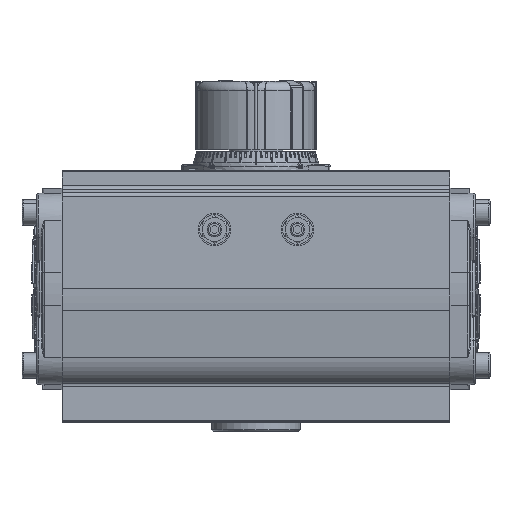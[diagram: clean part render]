
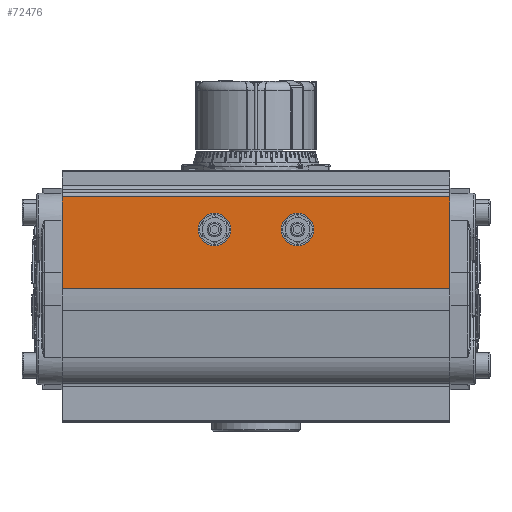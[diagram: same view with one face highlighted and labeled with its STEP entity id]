
A CAD part, top view. The second image highlights one B-rep face of the part: STEP entity #72476.
In plain terms, the highlighted face is planar.
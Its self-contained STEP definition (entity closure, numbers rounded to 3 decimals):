
#7061 = DIRECTION ( 'NONE',  ( 0., 0., -1. ) ) ;
#7062 = DIRECTION ( 'NONE',  ( 1., 0., 0. ) ) ;
#7064 = CARTESIAN_POINT ( 'NONE',  ( -10.876, 13.677, 7.5 ) ) ;
#7065 = AXIS2_PLACEMENT_3D ( 'NONE', #7064, #7062, #7061 ) ;
#7071 = CARTESIAN_POINT ( 'NONE',  ( -10.876, -65.773, 18.5 ) ) ;
#7072 = CIRCLE ( 'NONE', #7065, 5.5 ) ;
#7079 = CARTESIAN_POINT ( 'NONE',  ( -10.876, 65.127, 18.5 ) ) ;
#7104 = CARTESIAN_POINT ( 'NONE',  ( -10.876, -14.323, 7.5 ) ) ;
#7112 = CIRCLE ( 'NONE', #7154, 5.5 ) ;
#7152 = DIRECTION ( 'NONE',  ( 0., 0., -1. ) ) ;
#7153 = DIRECTION ( 'NONE',  ( 1., 0., 0. ) ) ;
#7154 = AXIS2_PLACEMENT_3D ( 'NONE', #7104, #7153, #7152 ) ;
#7156 = CARTESIAN_POINT ( 'NONE',  ( -10.876, -0.323, 18.5 ) ) ;
#7157 = LINE ( 'NONE', #7156, #7214 ) ;
#7194 = DIRECTION ( 'NONE',  ( 0., 0., -1. ) ) ;
#7195 = DIRECTION ( 'NONE',  ( 1., 0., 0. ) ) ;
#7200 = CARTESIAN_POINT ( 'NONE',  ( -10.876, 13.677, 7.5 ) ) ;
#7205 = CIRCLE ( 'NONE', #7212, 5.5 ) ;
#7212 = AXIS2_PLACEMENT_3D ( 'NONE', #7200, #7195, #7194 ) ;
#7213 = DIRECTION ( 'NONE',  ( 0., 1., 0. ) ) ;
#7214 = VECTOR ( 'NONE', #7213, 1000. ) ;
#7442 = CARTESIAN_POINT ( 'NONE',  ( -10.876, 8.177, 7.5 ) ) ;
#7524 = CARTESIAN_POINT ( 'NONE',  ( -10.876, -14.323, 7.5 ) ) ;
#7530 = AXIS2_PLACEMENT_3D ( 'NONE', #7524, #7565, #7564 ) ;
#7531 = CIRCLE ( 'NONE', #7530, 5.5 ) ;
#7563 = CARTESIAN_POINT ( 'NONE',  ( -10.876, -19.823, 7.5 ) ) ;
#7564 = DIRECTION ( 'NONE',  ( 0., 0., -1. ) ) ;
#7565 = DIRECTION ( 'NONE',  ( 1., 0., 0. ) ) ;
#21032 = EDGE_CURVE ( 'NONE', #113704, #21196, #7072, .T. ) ;
#21038 = VERTEX_POINT ( 'NONE', #7071 ) ;
#21058 = VERTEX_POINT ( 'NONE', #7079 ) ;
#21077 = EDGE_CURVE ( 'NONE', #21238, #113790, #7112, .T. ) ;
#21097 = EDGE_CURVE ( 'NONE', #21038, #21058, #7157, .T. ) ;
#21105 = EDGE_CURVE ( 'NONE', #21196, #113702, #7205, .T. ) ;
#21196 = VERTEX_POINT ( 'NONE', #7442 ) ;
#21230 = EDGE_CURVE ( 'NONE', #113793, #21238, #7531, .T. ) ;
#21238 = VERTEX_POINT ( 'NONE', #7563 ) ;
#72295 = ORIENTED_EDGE ( 'NONE', *, *, #113480, .T. ) ;
#72306 = VERTEX_POINT ( 'NONE', #113015 ) ;
#72313 = ORIENTED_EDGE ( 'NONE', *, *, #113522, .T. ) ;
#72362 = ORIENTED_EDGE ( 'NONE', *, *, #21077, .T. ) ;
#72395 = ORIENTED_EDGE ( 'NONE', *, *, #21105, .T. ) ;
#72415 = EDGE_LOOP ( 'NONE', ( #72362, #72313, #72715 ) ) ;
#72441 = ORIENTED_EDGE ( 'NONE', *, *, #21097, .T. ) ;
#72456 = EDGE_LOOP ( 'NONE', ( #72395, #72295, #72479 ) ) ;
#72476 = ADVANCED_FACE ( 'NONE', ( #113259, #113273, #113268 ), #113261, .T. ) ;
#72479 = ORIENTED_EDGE ( 'NONE', *, *, #21032, .T. ) ;
#72509 = EDGE_LOOP ( 'NONE', ( #72658, #72594, #72441, #72553 ) ) ;
#72526 = VERTEX_POINT ( 'NONE', #113485 ) ;
#72537 = EDGE_CURVE ( 'NONE', #21058, #72526, #113479, .T. ) ;
#72553 = ORIENTED_EDGE ( 'NONE', *, *, #72537, .T. ) ;
#72594 = ORIENTED_EDGE ( 'NONE', *, *, #72730, .T. ) ;
#72658 = ORIENTED_EDGE ( 'NONE', *, *, #72716, .F. ) ;
#72715 = ORIENTED_EDGE ( 'NONE', *, *, #21230, .T. ) ;
#72716 = EDGE_CURVE ( 'NONE', #72306, #72526, #113957, .T. ) ;
#72730 = EDGE_CURVE ( 'NONE', #72306, #21038, #113983, .T. ) ;
#76023 = DIRECTION ( 'NONE',  ( 0., 0., -1. ) ) ;
#76024 = DIRECTION ( 'NONE',  ( 1., 0., 0. ) ) ;
#76031 = CARTESIAN_POINT ( 'NONE',  ( -10.876, 13.677, 7.5 ) ) ;
#76032 = AXIS2_PLACEMENT_3D ( 'NONE', #76053, #76052, #76051 ) ;
#76034 = AXIS2_PLACEMENT_3D ( 'NONE', #76031, #76024, #76023 ) ;
#76036 = CIRCLE ( 'NONE', #76034, 5.5 ) ;
#76051 = DIRECTION ( 'NONE',  ( 0., 0., -1. ) ) ;
#76052 = DIRECTION ( 'NONE',  ( 1., 0., 0. ) ) ;
#76053 = CARTESIAN_POINT ( 'NONE',  ( -10.876, -14.323, 7.5 ) ) ;
#76063 = CIRCLE ( 'NONE', #76032, 5.5 ) ;
#76284 = CARTESIAN_POINT ( 'NONE',  ( -10.876, 19.177, 7.5 ) ) ;
#76326 = CARTESIAN_POINT ( 'NONE',  ( -10.876, 13.677, 2. ) ) ;
#76472 = CARTESIAN_POINT ( 'NONE',  ( -10.876, -8.823, 7.5 ) ) ;
#76483 = CARTESIAN_POINT ( 'NONE',  ( -10.876, -14.323, 2. ) ) ;
#113015 = CARTESIAN_POINT ( 'NONE',  ( -10.876, -65.773, -12.5 ) ) ;
#113228 = DIRECTION ( 'NONE',  ( 0., 0., 1. ) ) ;
#113230 = DIRECTION ( 'NONE',  ( -1., 0., 0. ) ) ;
#113231 = CARTESIAN_POINT ( 'NONE',  ( -10.876, -0.323, -12.5 ) ) ;
#113259 = FACE_BOUND ( 'NONE', #72456, .T. ) ;
#113261 = PLANE ( 'NONE',  #113263 ) ;
#113263 = AXIS2_PLACEMENT_3D ( 'NONE', #113231, #113230, #113228 ) ;
#113268 = FACE_OUTER_BOUND ( 'NONE', #72509, .T. ) ;
#113273 = FACE_BOUND ( 'NONE', #72415, .T. ) ;
#113457 = DIRECTION ( 'NONE',  ( 0., 0., -1. ) ) ;
#113458 = VECTOR ( 'NONE', #113457, 1000. ) ;
#113478 = CARTESIAN_POINT ( 'NONE',  ( -10.876, 65.127, 10.612 ) ) ;
#113479 = LINE ( 'NONE', #113478, #113458 ) ;
#113480 = EDGE_CURVE ( 'NONE', #113702, #113704, #76036, .T. ) ;
#113485 = CARTESIAN_POINT ( 'NONE',  ( -10.876, 65.127, -12.5 ) ) ;
#113522 = EDGE_CURVE ( 'NONE', #113790, #113793, #76063, .T. ) ;
#113702 = VERTEX_POINT ( 'NONE', #76326 ) ;
#113704 = VERTEX_POINT ( 'NONE', #76284 ) ;
#113790 = VERTEX_POINT ( 'NONE', #76483 ) ;
#113793 = VERTEX_POINT ( 'NONE', #76472 ) ;
#113948 = DIRECTION ( 'NONE',  ( 0., 0., 1. ) ) ;
#113949 = VECTOR ( 'NONE', #113948, 1000. ) ;
#113952 = DIRECTION ( 'NONE',  ( 0., 1., 0. ) ) ;
#113953 = VECTOR ( 'NONE', #113952, 1000. ) ;
#113954 = CARTESIAN_POINT ( 'NONE',  ( -10.876, -0.323, -12.5 ) ) ;
#113957 = LINE ( 'NONE', #113954, #113953 ) ;
#113982 = CARTESIAN_POINT ( 'NONE',  ( -10.876, -65.773, -5.308 ) ) ;
#113983 = LINE ( 'NONE', #113982, #113949 ) ;
